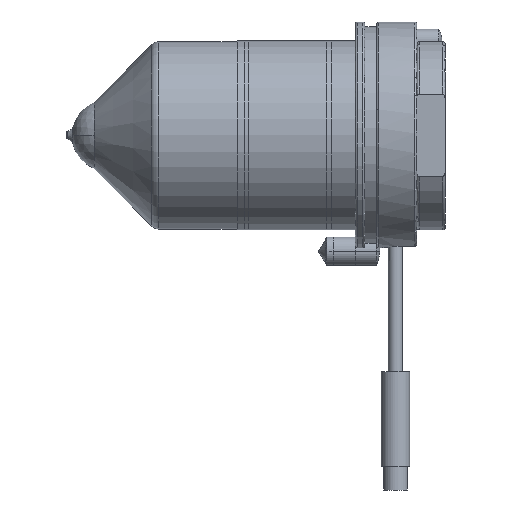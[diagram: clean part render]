
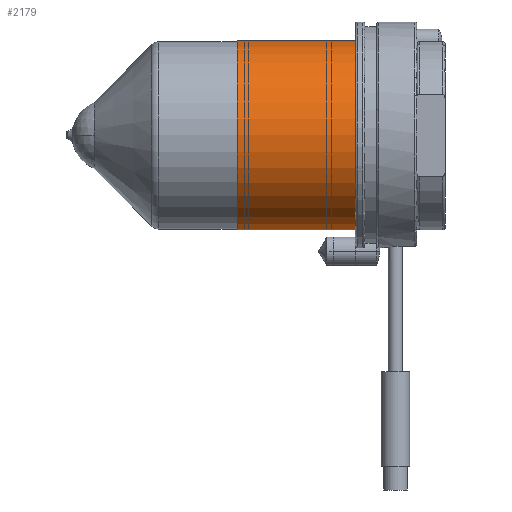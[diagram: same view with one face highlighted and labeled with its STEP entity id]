
A CAD part, front view. The second image highlights one B-rep face of the part: STEP entity #2179.
In plain terms, the highlighted cylindrical face has radius 20 mm (diameter 40 mm), a partial arc.
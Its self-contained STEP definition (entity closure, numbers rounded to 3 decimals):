
#571 = CYLINDRICAL_SURFACE ( 'NONE', #3324, 20. ) ;
#771 = EDGE_CURVE ( 'NONE', #10549, #8250, #937, .T. ) ;
#773 = EDGE_LOOP ( 'NONE', ( #9947, #11154, #4512, #1486 ) ) ;
#937 = CIRCLE ( 'NONE', #3401, 20. ) ;
#1486 = ORIENTED_EDGE ( 'NONE', *, *, #8678, .F. ) ;
#1618 = CARTESIAN_POINT ( 'NONE',  ( 0., 25., 20. ) ) ;
#2179 = ADVANCED_FACE ( 'NONE', ( #9223 ), #571, .T. ) ;
#2923 = VERTEX_POINT ( 'NONE', #13224 ) ;
#3208 = CARTESIAN_POINT ( 'NONE',  ( 0., 0., 0. ) ) ;
#3269 = DIRECTION ( 'NONE',  ( 0., -1., 0. ) ) ;
#3324 = AXIS2_PLACEMENT_3D ( 'NONE', #3208, #13152, #6499 ) ;
#3401 = AXIS2_PLACEMENT_3D ( 'NONE', #8168, #11252, #7981 ) ;
#4272 = CARTESIAN_POINT ( 'NONE',  ( 0., 0., 20. ) ) ;
#4512 = ORIENTED_EDGE ( 'NONE', *, *, #6258, .T. ) ;
#4874 = CARTESIAN_POINT ( 'NONE',  ( 0., 25., -20. ) ) ;
#5382 = CARTESIAN_POINT ( 'NONE',  ( 0., 0., -20. ) ) ;
#5418 = VECTOR ( 'NONE', #13215, 1000. ) ;
#6258 = EDGE_CURVE ( 'NONE', #8250, #2923, #13721, .T. ) ;
#6499 = DIRECTION ( 'NONE',  ( 0., 0., -1. ) ) ;
#7543 = CARTESIAN_POINT ( 'NONE',  ( 0., 0., 0. ) ) ;
#7730 = CARTESIAN_POINT ( 'NONE',  ( 0., 0., 20. ) ) ;
#7981 = DIRECTION ( 'NONE',  ( 0., 0., -1. ) ) ;
#8168 = CARTESIAN_POINT ( 'NONE',  ( 0., 25., 0. ) ) ;
#8250 = VERTEX_POINT ( 'NONE', #4874 ) ;
#8595 = DIRECTION ( 'NONE',  ( 0., 0., -1. ) ) ;
#8656 = AXIS2_PLACEMENT_3D ( 'NONE', #7543, #12969, #8595 ) ;
#8678 = EDGE_CURVE ( 'NONE', #11328, #2923, #14034, .T. ) ;
#9223 = FACE_OUTER_BOUND ( 'NONE', #773, .T. ) ;
#9947 = ORIENTED_EDGE ( 'NONE', *, *, #11394, .F. ) ;
#10549 = VERTEX_POINT ( 'NONE', #1618 ) ;
#10811 = VECTOR ( 'NONE', #3269, 1000. ) ;
#11154 = ORIENTED_EDGE ( 'NONE', *, *, #771, .T. ) ;
#11252 = DIRECTION ( 'NONE',  ( 0., -1., 0. ) ) ;
#11328 = VERTEX_POINT ( 'NONE', #4272 ) ;
#11394 = EDGE_CURVE ( 'NONE', #10549, #11328, #11692, .T. ) ;
#11692 = LINE ( 'NONE', #7730, #5418 ) ;
#12969 = DIRECTION ( 'NONE',  ( 0., -1., 0. ) ) ;
#13152 = DIRECTION ( 'NONE',  ( 0., -1., 0. ) ) ;
#13215 = DIRECTION ( 'NONE',  ( 0., -1., 0. ) ) ;
#13224 = CARTESIAN_POINT ( 'NONE',  ( 0., 0., -20. ) ) ;
#13721 = LINE ( 'NONE', #5382, #10811 ) ;
#14034 = CIRCLE ( 'NONE', #8656, 20. ) ;
